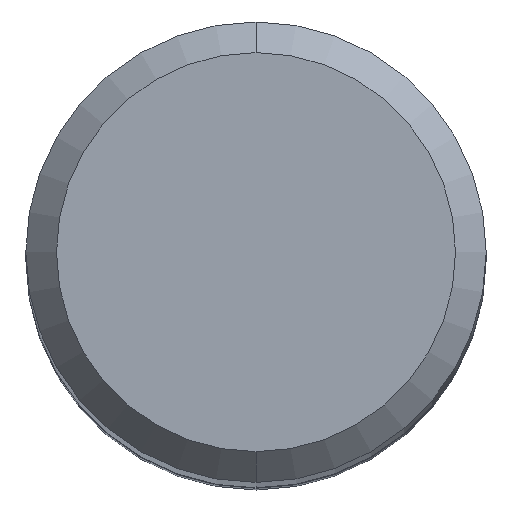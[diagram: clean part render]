
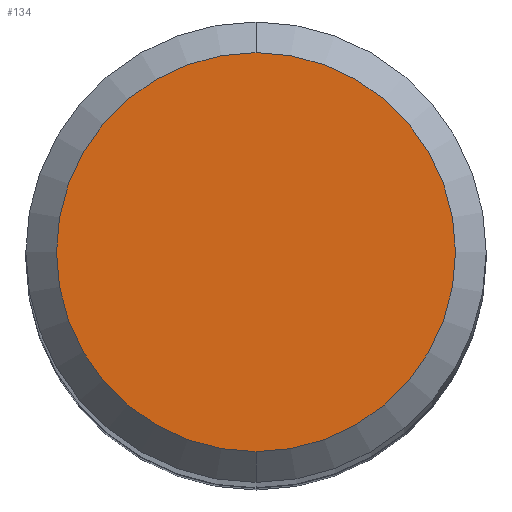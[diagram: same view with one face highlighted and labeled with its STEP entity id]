
A CAD part, top view. The second image highlights one B-rep face of the part: STEP entity #134.
In plain terms, the highlighted planar face has unit normal (0, 0, 1).
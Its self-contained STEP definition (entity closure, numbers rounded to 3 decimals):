
#122=EDGE_CURVE('',#258,#204,#311,.T.);
#134=ADVANCED_FACE('',(#326),#327,.T.);
#204=VERTEX_POINT('',#406);
#216=EDGE_CURVE('',#204,#258,#418,.T.);
#258=VERTEX_POINT('',#466);
#311=CIRCLE('',#520,2.6);
#326=FACE_OUTER_BOUND('',#536,.T.);
#327=PLANE('',#537);
#406=CARTESIAN_POINT('',(0.0,2.6,0.0));
#418=CIRCLE('',#658,2.6);
#466=CARTESIAN_POINT('',(0.,-2.6,0.0));
#520=AXIS2_PLACEMENT_3D('',#760,#761,#762);
#536=EDGE_LOOP('',(#789,#790));
#537=AXIS2_PLACEMENT_3D('',#791,#792,#793);
#658=AXIS2_PLACEMENT_3D('',#912,#913,#914);
#760=CARTESIAN_POINT('',(0.0,0.0,0.0));
#761=DIRECTION('',(0.0,0.0,-1.0));
#762=DIRECTION('',(0.0,1.0,0.0));
#789=ORIENTED_EDGE('',*,*,#216,.F.);
#790=ORIENTED_EDGE('',*,*,#122,.F.);
#791=CARTESIAN_POINT('',(0.0,1.3,0.0));
#792=DIRECTION('',(-0.0,0.0,1.0));
#793=DIRECTION('',(0.0,-1.0,0.0));
#912=CARTESIAN_POINT('',(0.0,0.0,0.0));
#913=DIRECTION('',(0.0,0.0,-1.0));
#914=DIRECTION('',(0.0,1.0,0.0));
